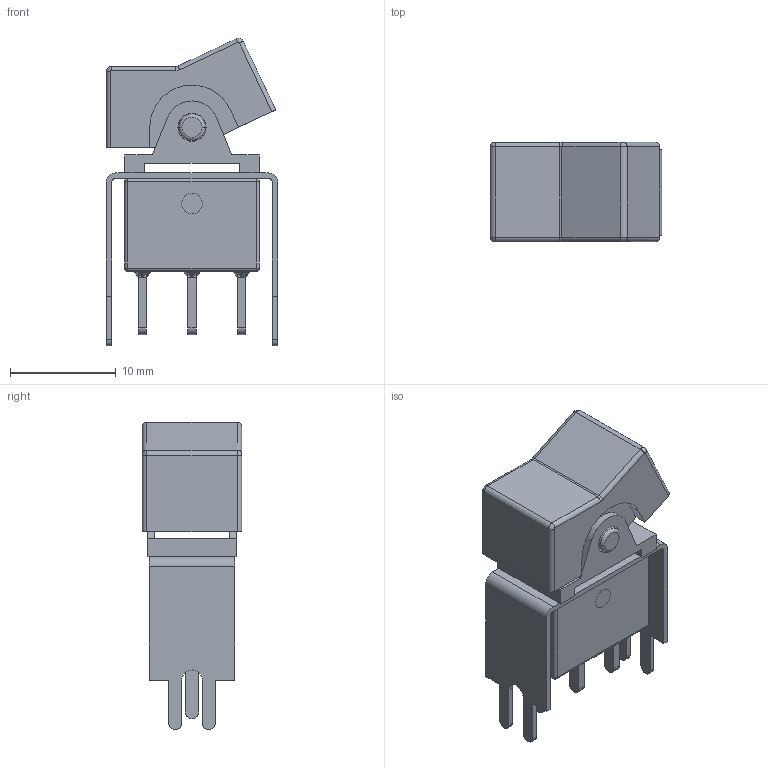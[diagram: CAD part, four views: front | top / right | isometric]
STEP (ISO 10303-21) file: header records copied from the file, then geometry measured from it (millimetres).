
FILE_DESCRIPTION((''),'2;1');
FILE_NAME('PRT100204','2021-09-08T17:41:57',('AB'),(''),'CREO PARAMETRIC BY PTC INC, 2016510','CREO PARAMETRIC BY PTC INC, 2016510','');
FILE_SCHEMA(('CONFIG_CONTROL_DESIGN','GEOMETRIC_VALIDATION_PROPERTIES_MIM'));
Length unit declared in the file: millimetre
Products named in the file (1): PRT100204
Bounding box: 16.26 x 9.4 x 29.15 mm (x, y, z)
Volume: 1605 mm3; surface area: 2418 mm2
Topology: 2 solids, 2 shells, 293 faces, 771 edges, 494 vertices
Faces by surface type: plane 194, cylinder 51, bspline 34, sphere 8, torus 6
Entity records: 16310 total; most frequent: CARTESIAN_POINT 7082, ORIENTED_EDGE 1542, DIRECTION 1345, EDGE_CURVE 771, VECTOR 571, LINE 571, VERTEX_POINT 494, AXIS2_PLACEMENT_3D 387
